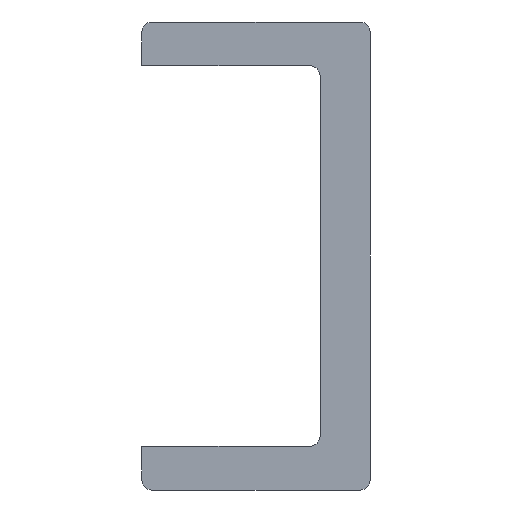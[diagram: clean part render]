
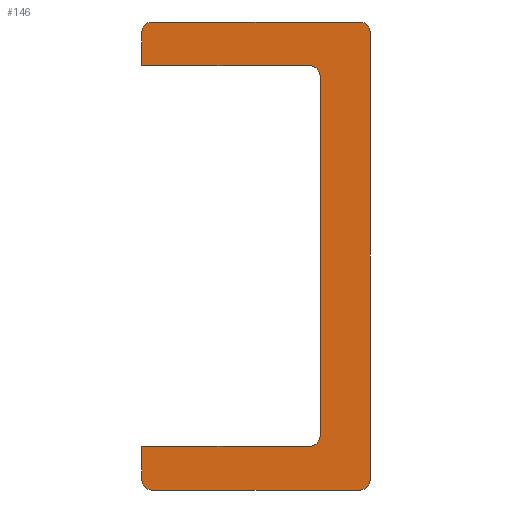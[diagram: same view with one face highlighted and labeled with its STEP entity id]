
A CAD part, front view. The second image highlights one B-rep face of the part: STEP entity #146.
In plain terms, the highlighted planar face has unit normal (0, -1, 0).
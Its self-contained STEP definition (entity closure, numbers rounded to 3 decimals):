
#146 = ADVANCED_FACE( '', ( #332 ), #333, .F. );
#332 = FACE_OUTER_BOUND( '', #537, .T. );
#333 = PLANE( '', #538 );
#537 = EDGE_LOOP( '', ( #864, #865, #866, #867, #868, #869, #870, #871, #872, #873, #874, #875, #876, #877 ) );
#538 = AXIS2_PLACEMENT_3D( '', #878, #879, #880 );
#864 = ORIENTED_EDGE( '', *, *, #1014, .F. );
#865 = ORIENTED_EDGE( '', *, *, #998, .T. );
#866 = ORIENTED_EDGE( '', *, *, #1050, .F. );
#867 = ORIENTED_EDGE( '', *, *, #990, .T. );
#868 = ORIENTED_EDGE( '', *, *, #1027, .F. );
#869 = ORIENTED_EDGE( '', *, *, #955, .F. );
#870 = ORIENTED_EDGE( '', *, *, #986, .F. );
#871 = ORIENTED_EDGE( '', *, *, #1061, .F. );
#872 = ORIENTED_EDGE( '', *, *, #1055, .F. );
#873 = ORIENTED_EDGE( '', *, *, #993, .F. );
#874 = ORIENTED_EDGE( '', *, *, #1030, .F. );
#875 = ORIENTED_EDGE( '', *, *, #952, .T. );
#876 = ORIENTED_EDGE( '', *, *, #1059, .F. );
#877 = ORIENTED_EDGE( '', *, *, #968, .T. );
#878 = CARTESIAN_POINT( '', ( -10.5, 0., 21.5 ) );
#879 = DIRECTION( '', ( 0., 1., 0. ) );
#880 = DIRECTION( '', ( 0., 0., 1. ) );
#952 = EDGE_CURVE( '', #1094, #1092, #1095, .F. );
#955 = EDGE_CURVE( '', #1098, #1099, #1100, .T. );
#968 = EDGE_CURVE( '', #1122, #1120, #1123, .F. );
#986 = EDGE_CURVE( '', #1151, #1098, #1152, .T. );
#990 = EDGE_CURVE( '', #1157, #1155, #1158, .F. );
#993 = EDGE_CURVE( '', #1161, #1162, #1163, .T. );
#998 = EDGE_CURVE( '', #1169, #1167, #1170, .F. );
#1014 = EDGE_CURVE( '', #1169, #1120, #1198, .T. );
#1027 = EDGE_CURVE( '', #1099, #1155, #1217, .T. );
#1030 = EDGE_CURVE( '', #1094, #1161, #1220, .T. );
#1050 = EDGE_CURVE( '', #1157, #1167, #1249, .T. );
#1055 = EDGE_CURVE( '', #1162, #1256, #1257, .T. );
#1059 = EDGE_CURVE( '', #1122, #1092, #1261, .T. );
#1061 = EDGE_CURVE( '', #1256, #1151, #1263, .T. );
#1092 = VERTEX_POINT( '', #1298 );
#1094 = VERTEX_POINT( '', #1301 );
#1095 = CIRCLE( '', #1302, 0.9 );
#1098 = VERTEX_POINT( '', #1306 );
#1099 = VERTEX_POINT( '', #1307 );
#1100 = LINE( '', #1308, #1309 );
#1120 = VERTEX_POINT( '', #1332 );
#1122 = VERTEX_POINT( '', #1335 );
#1123 = CIRCLE( '', #1336, 0.9 );
#1151 = VERTEX_POINT( '', #1372 );
#1152 = CIRCLE( '', #1373, 1. );
#1155 = VERTEX_POINT( '', #1377 );
#1157 = VERTEX_POINT( '', #1380 );
#1158 = CIRCLE( '', #1381, 0.9 );
#1161 = VERTEX_POINT( '', #1385 );
#1162 = VERTEX_POINT( '', #1386 );
#1163 = LINE( '', #1387, #1388 );
#1167 = VERTEX_POINT( '', #1394 );
#1169 = VERTEX_POINT( '', #1397 );
#1170 = CIRCLE( '', #1398, 0.9 );
#1198 = LINE( '', #1427, #1428 );
#1217 = LINE( '', #1447, #1448 );
#1220 = LINE( '', #1451, #1452 );
#1249 = LINE( '', #1481, #1482 );
#1256 = VERTEX_POINT( '', #1489 );
#1257 = CIRCLE( '', #1490, 1. );
#1261 = LINE( '', #1495, #1496 );
#1263 = LINE( '', #1498, #1499 );
#1298 = CARTESIAN_POINT( '', ( -9.6, 0., -21.5 ) );
#1301 = CARTESIAN_POINT( '', ( -10.5, 0., -20.6 ) );
#1302 = AXIS2_PLACEMENT_3D( '', #1537, #1538, #1539 );
#1306 = CARTESIAN_POINT( '', ( 4.9, 0., 17.5 ) );
#1307 = CARTESIAN_POINT( '', ( -10.5, 0., 17.5 ) );
#1308 = CARTESIAN_POINT( '', ( 4.9, 0., 17.5 ) );
#1309 = VECTOR( '', #1541, 1000. );
#1332 = CARTESIAN_POINT( '', ( 10.5, 0., -20.6 ) );
#1335 = CARTESIAN_POINT( '', ( 9.6, 0., -21.5 ) );
#1336 = AXIS2_PLACEMENT_3D( '', #1561, #1562, #1563 );
#1372 = CARTESIAN_POINT( '', ( 5.9, 0., 16.5 ) );
#1373 = AXIS2_PLACEMENT_3D( '', #1590, #1591, #1592 );
#1377 = CARTESIAN_POINT( '', ( -10.5, 0., 20.6 ) );
#1380 = CARTESIAN_POINT( '', ( -9.6, 0., 21.5 ) );
#1381 = AXIS2_PLACEMENT_3D( '', #1595, #1596, #1597 );
#1385 = CARTESIAN_POINT( '', ( -10.5, 0., -17.5 ) );
#1386 = CARTESIAN_POINT( '', ( 4.9, 0., -17.5 ) );
#1387 = CARTESIAN_POINT( '', ( 4.9, 0., -17.5 ) );
#1388 = VECTOR( '', #1599, 1000. );
#1394 = CARTESIAN_POINT( '', ( 9.6, 0., 21.5 ) );
#1397 = CARTESIAN_POINT( '', ( 10.5, 0., 20.6 ) );
#1398 = AXIS2_PLACEMENT_3D( '', #1603, #1604, #1605 );
#1427 = CARTESIAN_POINT( '', ( 10.5, 0., 21.5 ) );
#1428 = VECTOR( '', #1643, 1000. );
#1447 = CARTESIAN_POINT( '', ( -10.5, 0., -21.5 ) );
#1448 = VECTOR( '', #1662, 1000. );
#1451 = CARTESIAN_POINT( '', ( -10.5, 0., -21.5 ) );
#1452 = VECTOR( '', #1663, 1000. );
#1481 = CARTESIAN_POINT( '', ( -10.5, 0., 21.5 ) );
#1482 = VECTOR( '', #1691, 1000. );
#1489 = CARTESIAN_POINT( '', ( 5.9, 0., -16.5 ) );
#1490 = AXIS2_PLACEMENT_3D( '', #1698, #1699, #1700 );
#1495 = CARTESIAN_POINT( '', ( 10.5, 0., -21.5 ) );
#1496 = VECTOR( '', #1702, 1000. );
#1498 = CARTESIAN_POINT( '', ( 5.9, 0., 16.5 ) );
#1499 = VECTOR( '', #1703, 1000. );
#1537 = CARTESIAN_POINT( '', ( -9.6, 0., -20.6 ) );
#1538 = DIRECTION( '', ( 0., 1., 0. ) );
#1539 = DIRECTION( '', ( 0., 0., 1. ) );
#1541 = DIRECTION( '', ( -1., 0., 0. ) );
#1561 = CARTESIAN_POINT( '', ( 9.6, 0., -20.6 ) );
#1562 = DIRECTION( '', ( 0., 1., 0. ) );
#1563 = DIRECTION( '', ( 0., 0., 1. ) );
#1590 = CARTESIAN_POINT( '', ( 4.9, 0., 16.5 ) );
#1591 = DIRECTION( '', ( 0., -1., 0. ) );
#1592 = DIRECTION( '', ( -1., 0., 0. ) );
#1595 = CARTESIAN_POINT( '', ( -9.6, 0., 20.6 ) );
#1596 = DIRECTION( '', ( 0., 1., 0. ) );
#1597 = DIRECTION( '', ( 0., 0., 1. ) );
#1599 = DIRECTION( '', ( 1., 0., 0. ) );
#1603 = CARTESIAN_POINT( '', ( 9.6, 0., 20.6 ) );
#1604 = DIRECTION( '', ( 0., 1., 0. ) );
#1605 = DIRECTION( '', ( 0., 0., 1. ) );
#1643 = DIRECTION( '', ( 0., 0., -1. ) );
#1662 = DIRECTION( '', ( 0., 0., 1. ) );
#1663 = DIRECTION( '', ( 0., 0., 1. ) );
#1691 = DIRECTION( '', ( 1., 0., 0. ) );
#1698 = CARTESIAN_POINT( '', ( 4.9, 0., -16.5 ) );
#1699 = DIRECTION( '', ( 0., -1., 0. ) );
#1700 = DIRECTION( '', ( -1., 0., 0. ) );
#1702 = DIRECTION( '', ( -1., 0., 0. ) );
#1703 = DIRECTION( '', ( 0., 0., 1. ) );
